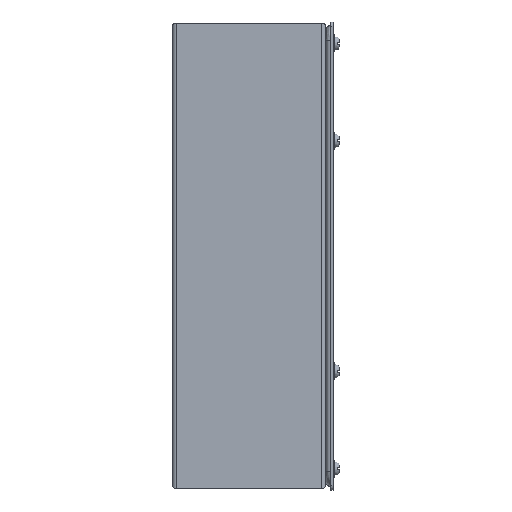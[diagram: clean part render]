
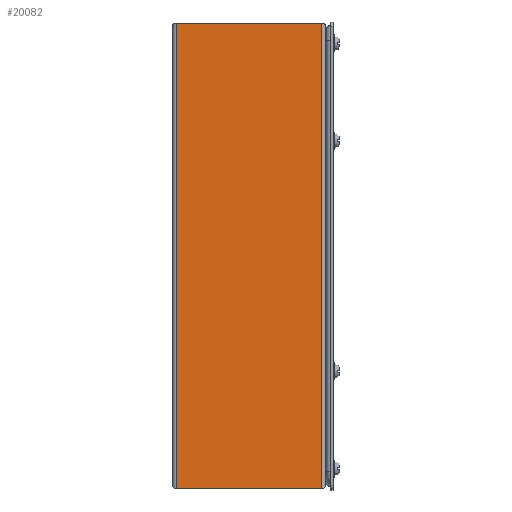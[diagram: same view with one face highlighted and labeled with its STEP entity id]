
A CAD part, left-side view. The second image highlights one B-rep face of the part: STEP entity #20082.
In plain terms, the highlighted planar face has unit normal (-1, 0, 0).
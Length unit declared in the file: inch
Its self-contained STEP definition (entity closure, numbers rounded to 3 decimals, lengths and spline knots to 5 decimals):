
#2297 = DIRECTION ( 'NONE',  ( 0., 0., -1. ) ) ;
#2561 = ORIENTED_EDGE ( 'NONE', *, *, #6003, .F. ) ;
#3070 = EDGE_CURVE ( 'NONE', #16990, #5207, #24126, .T. ) ;
#3083 = DIRECTION ( 'NONE',  ( 0., 0., -1. ) ) ;
#4595 = LINE ( 'NONE', #4975, #15717 ) ;
#4851 = LINE ( 'NONE', #10669, #8142 ) ;
#4975 = CARTESIAN_POINT ( 'NONE',  ( -6.0625, 4., 6.0625 ) ) ;
#5207 = VERTEX_POINT ( 'NONE', #10988 ) ;
#5825 = EDGE_LOOP ( 'NONE', ( #20622, #24991, #2561, #19315 ) ) ;
#6003 = EDGE_CURVE ( 'NONE', #14086, #9752, #4595, .T. ) ;
#8142 = VECTOR ( 'NONE', #3083, 39.37008 ) ;
#9752 = VERTEX_POINT ( 'NONE', #13217 ) ;
#10367 = LINE ( 'NONE', #24023, #24227 ) ;
#10669 = CARTESIAN_POINT ( 'NONE',  ( -6.0625, 3.89, -6.0675 ) ) ;
#10731 = DIRECTION ( 'NONE',  ( 0., -1., 0. ) ) ;
#10988 = CARTESIAN_POINT ( 'NONE',  ( -6.0625, 0.11, -6.0675 ) ) ;
#11789 = PLANE ( 'NONE',  #11851 ) ;
#11851 = AXIS2_PLACEMENT_3D ( 'NONE', #14083, #23558, #2297 ) ;
#13217 = CARTESIAN_POINT ( 'NONE',  ( -6.0625, 0.11, 6.0625 ) ) ;
#14083 = CARTESIAN_POINT ( 'NONE',  ( -6.0625, 4., -6.0675 ) ) ;
#14086 = VERTEX_POINT ( 'NONE', #20444 ) ;
#14552 = EDGE_CURVE ( 'NONE', #14086, #16990, #4851, .T. ) ;
#15717 = VECTOR ( 'NONE', #16785, 39.37008 ) ;
#16089 = DIRECTION ( 'NONE',  ( 0., 0., 1. ) ) ;
#16117 = FACE_OUTER_BOUND ( 'NONE', #5825, .T. ) ;
#16451 = CARTESIAN_POINT ( 'NONE',  ( -6.0625, 4., -6.0675 ) ) ;
#16468 = CARTESIAN_POINT ( 'NONE',  ( -6.0625, 3.89, -6.0675 ) ) ;
#16785 = DIRECTION ( 'NONE',  ( 0., -1., 0. ) ) ;
#16990 = VERTEX_POINT ( 'NONE', #16468 ) ;
#17226 = VECTOR ( 'NONE', #10731, 39.37008 ) ;
#19315 = ORIENTED_EDGE ( 'NONE', *, *, #14552, .T. ) ;
#20082 = ADVANCED_FACE ( 'NONE', ( #16117 ), #11789, .F. ) ;
#20444 = CARTESIAN_POINT ( 'NONE',  ( -6.0625, 3.89, 6.0625 ) ) ;
#20622 = ORIENTED_EDGE ( 'NONE', *, *, #3070, .T. ) ;
#23558 = DIRECTION ( 'NONE',  ( 1., 0., 0. ) ) ;
#23765 = EDGE_CURVE ( 'NONE', #5207, #9752, #10367, .T. ) ;
#24023 = CARTESIAN_POINT ( 'NONE',  ( -6.0625, 0.11, 6.0625 ) ) ;
#24126 = LINE ( 'NONE', #16451, #17226 ) ;
#24227 = VECTOR ( 'NONE', #16089, 39.37008 ) ;
#24991 = ORIENTED_EDGE ( 'NONE', *, *, #23765, .T. ) ;
